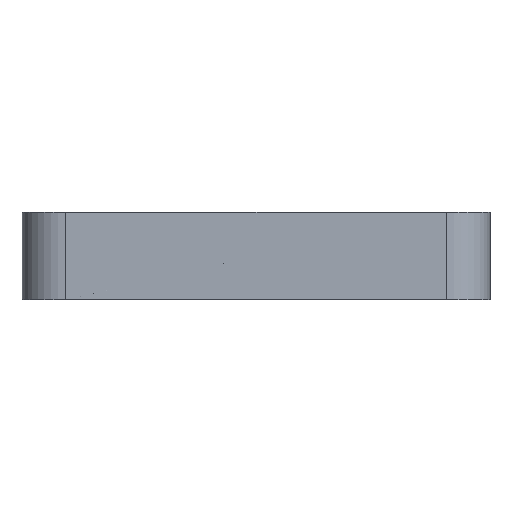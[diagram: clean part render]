
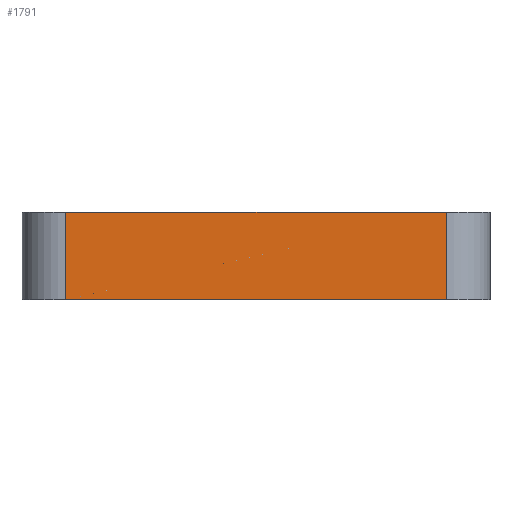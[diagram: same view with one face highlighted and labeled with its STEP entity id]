
A CAD part, left-side view. The second image highlights one B-rep face of the part: STEP entity #1791.
In plain terms, the highlighted planar face has unit normal (-1, 0, 0).
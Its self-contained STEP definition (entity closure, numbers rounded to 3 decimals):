
#12 = CARTESIAN_POINT ( 'NONE',  ( 0., 3., 6. ) ) ;
#53 = ORIENTED_EDGE ( 'NONE', *, *, #1551, .F. ) ;
#85 = EDGE_CURVE ( 'NONE', #2897, #624, #1041, .T. ) ;
#454 = CARTESIAN_POINT ( 'NONE',  ( 0., 29., 6. ) ) ;
#458 = EDGE_CURVE ( 'NONE', #792, #2897, #1675, .T. ) ;
#464 = DIRECTION ( 'NONE',  ( 1., 0., 0. ) ) ;
#482 = DIRECTION ( 'NONE',  ( 0., 0., -1. ) ) ;
#624 = VERTEX_POINT ( 'NONE', #2647 ) ;
#792 = VERTEX_POINT ( 'NONE', #454 ) ;
#1041 = LINE ( 'NONE', #2003, #1752 ) ;
#1108 = PLANE ( 'NONE',  #1725 ) ;
#1162 = LINE ( 'NONE', #3125, #1763 ) ;
#1551 = EDGE_CURVE ( 'NONE', #2215, #624, #3171, .T. ) ;
#1660 = VECTOR ( 'NONE', #2370, 1000. ) ;
#1675 = LINE ( 'NONE', #2165, #1660 ) ;
#1695 = CARTESIAN_POINT ( 'NONE',  ( 0., 3., 6. ) ) ;
#1707 = DIRECTION ( 'NONE',  ( 0., 0., -1. ) ) ;
#1725 = AXIS2_PLACEMENT_3D ( 'NONE', #1888, #464, #1707 ) ;
#1752 = VECTOR ( 'NONE', #2263, 1000. ) ;
#1763 = VECTOR ( 'NONE', #1834, 1000. ) ;
#1791 = ADVANCED_FACE ( 'NONE', ( #2309 ), #1108, .F. ) ;
#1834 = DIRECTION ( 'NONE',  ( 0., -1., 0. ) ) ;
#1888 = CARTESIAN_POINT ( 'NONE',  ( 0., 3., 6. ) ) ;
#1951 = ORIENTED_EDGE ( 'NONE', *, *, #85, .T. ) ;
#2003 = CARTESIAN_POINT ( 'NONE',  ( 0., 3., 0. ) ) ;
#2165 = CARTESIAN_POINT ( 'NONE',  ( 0., 29., 6. ) ) ;
#2215 = VERTEX_POINT ( 'NONE', #12 ) ;
#2263 = DIRECTION ( 'NONE',  ( 0., -1., 0. ) ) ;
#2309 = FACE_OUTER_BOUND ( 'NONE', #2700, .T. ) ;
#2370 = DIRECTION ( 'NONE',  ( 0., 0., -1. ) ) ;
#2396 = EDGE_CURVE ( 'NONE', #792, #2215, #1162, .T. ) ;
#2594 = CARTESIAN_POINT ( 'NONE',  ( 0., 29., 0. ) ) ;
#2647 = CARTESIAN_POINT ( 'NONE',  ( 0., 3., 0. ) ) ;
#2700 = EDGE_LOOP ( 'NONE', ( #1951, #53, #3041, #2833 ) ) ;
#2833 = ORIENTED_EDGE ( 'NONE', *, *, #458, .T. ) ;
#2897 = VERTEX_POINT ( 'NONE', #2594 ) ;
#2965 = VECTOR ( 'NONE', #482, 1000. ) ;
#3041 = ORIENTED_EDGE ( 'NONE', *, *, #2396, .F. ) ;
#3125 = CARTESIAN_POINT ( 'NONE',  ( 0., 3., 6. ) ) ;
#3171 = LINE ( 'NONE', #1695, #2965 ) ;
